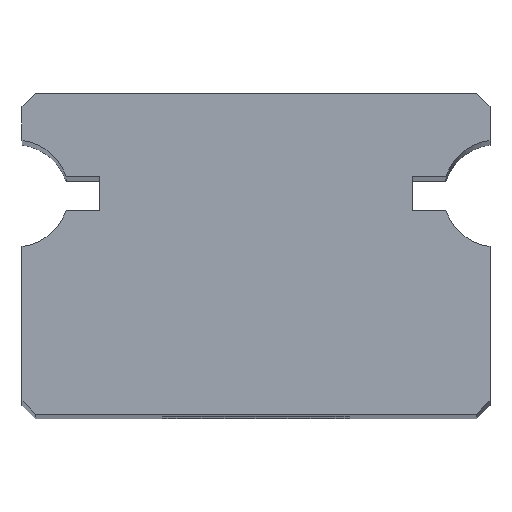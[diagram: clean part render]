
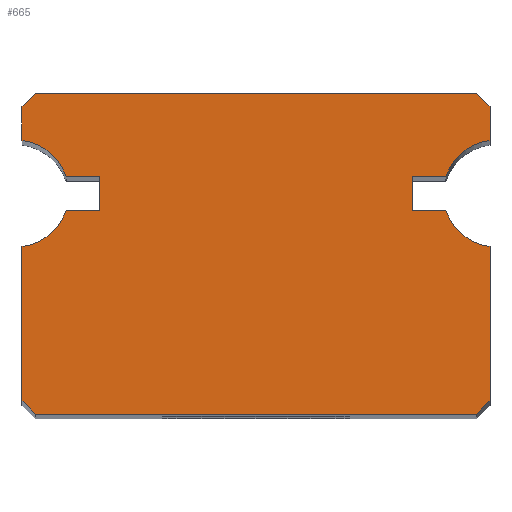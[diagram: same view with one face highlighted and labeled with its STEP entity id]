
A CAD part, top view. The second image highlights one B-rep face of the part: STEP entity #665.
In plain terms, the highlighted planar face has unit normal (0, 0, 1).
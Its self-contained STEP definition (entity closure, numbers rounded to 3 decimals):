
#64=FACE_OUTER_BOUND('',#107,.T.);
#107=EDGE_LOOP('',(#555,#556,#557,#558,#559,#560,#561,#562,#563,#564,#565,
#566,#567,#568,#569,#570,#571,#572,#573,#574));
#140=LINE('',#1008,#204);
#143=LINE('',#1013,#207);
#145=LINE('',#1017,#209);
#148=LINE('',#1025,#212);
#152=LINE('',#1035,#216);
#154=LINE('',#1039,#218);
#156=LINE('',#1049,#220);
#158=LINE('',#1053,#222);
#164=LINE('',#1085,#228);
#166=LINE('',#1089,#230);
#167=LINE('',#1091,#231);
#169=LINE('',#1095,#233);
#171=LINE('',#1099,#235);
#173=LINE('',#1103,#237);
#175=LINE('',#1113,#239);
#177=LINE('',#1117,#241);
#204=VECTOR('',#795,0.5);
#207=VECTOR('',#800,0.5);
#209=VECTOR('',#804,0.5);
#212=VECTOR('',#813,0.506);
#216=VECTOR('',#823,0.283);
#218=VECTOR('',#827,6.6);
#220=VECTOR('',#837,0.283);
#222=VECTOR('',#841,0.506);
#228=VECTOR('',#877,0.5);
#230=VECTOR('',#881,0.5);
#231=VECTOR('',#884,0.5);
#233=VECTOR('',#888,2.306);
#235=VECTOR('',#892,0.283);
#237=VECTOR('',#896,6.6);
#239=VECTOR('',#906,0.283);
#241=VECTOR('',#910,2.306);
#255=CIRCLE('',#707,0.8);
#256=CIRCLE('',#710,0.8);
#269=CIRCLE('',#731,0.8);
#273=CIRCLE('',#744,0.8);
#300=VERTEX_POINT('',#1005);
#301=VERTEX_POINT('',#1007);
#302=VERTEX_POINT('',#1011);
#303=VERTEX_POINT('',#1015);
#304=VERTEX_POINT('',#1019);
#305=VERTEX_POINT('',#1023);
#306=VERTEX_POINT('',#1027);
#307=VERTEX_POINT('',#1029);
#308=VERTEX_POINT('',#1033);
#309=VERTEX_POINT('',#1037);
#313=VERTEX_POINT('',#1047);
#314=VERTEX_POINT('',#1051);
#324=VERTEX_POINT('',#1079);
#325=VERTEX_POINT('',#1083);
#326=VERTEX_POINT('',#1087);
#327=VERTEX_POINT('',#1093);
#328=VERTEX_POINT('',#1097);
#329=VERTEX_POINT('',#1101);
#333=VERTEX_POINT('',#1111);
#334=VERTEX_POINT('',#1115);
#362=EDGE_CURVE('',#301,#300,#140,.T.);
#365=EDGE_CURVE('',#300,#302,#143,.T.);
#367=EDGE_CURVE('',#302,#303,#145,.T.);
#369=EDGE_CURVE('',#303,#304,#255,.T.);
#371=EDGE_CURVE('',#304,#305,#148,.T.);
#373=EDGE_CURVE('',#307,#306,#256,.T.);
#376=EDGE_CURVE('',#305,#308,#152,.T.);
#378=EDGE_CURVE('',#308,#309,#154,.T.);
#383=EDGE_CURVE('',#309,#313,#156,.T.);
#385=EDGE_CURVE('',#313,#314,#158,.T.);
#399=EDGE_CURVE('',#314,#324,#269,.T.);
#401=EDGE_CURVE('',#324,#325,#164,.T.);
#403=EDGE_CURVE('',#325,#326,#166,.T.);
#404=EDGE_CURVE('',#326,#307,#167,.T.);
#406=EDGE_CURVE('',#306,#327,#169,.T.);
#408=EDGE_CURVE('',#327,#328,#171,.T.);
#410=EDGE_CURVE('',#328,#329,#173,.T.);
#415=EDGE_CURVE('',#329,#333,#175,.T.);
#417=EDGE_CURVE('',#333,#334,#177,.T.);
#418=EDGE_CURVE('',#334,#301,#273,.T.);
#555=ORIENTED_EDGE('',*,*,#399,.T.);
#556=ORIENTED_EDGE('',*,*,#401,.T.);
#557=ORIENTED_EDGE('',*,*,#403,.T.);
#558=ORIENTED_EDGE('',*,*,#404,.T.);
#559=ORIENTED_EDGE('',*,*,#373,.T.);
#560=ORIENTED_EDGE('',*,*,#406,.T.);
#561=ORIENTED_EDGE('',*,*,#408,.T.);
#562=ORIENTED_EDGE('',*,*,#410,.T.);
#563=ORIENTED_EDGE('',*,*,#415,.T.);
#564=ORIENTED_EDGE('',*,*,#417,.T.);
#565=ORIENTED_EDGE('',*,*,#418,.T.);
#566=ORIENTED_EDGE('',*,*,#362,.T.);
#567=ORIENTED_EDGE('',*,*,#365,.T.);
#568=ORIENTED_EDGE('',*,*,#367,.T.);
#569=ORIENTED_EDGE('',*,*,#369,.T.);
#570=ORIENTED_EDGE('',*,*,#371,.T.);
#571=ORIENTED_EDGE('',*,*,#376,.T.);
#572=ORIENTED_EDGE('',*,*,#378,.T.);
#573=ORIENTED_EDGE('',*,*,#383,.T.);
#574=ORIENTED_EDGE('',*,*,#385,.T.);
#637=PLANE('',#745);
#665=ADVANCED_FACE('',(#64),#637,.F.);
#707=AXIS2_PLACEMENT_3D('',#1021,#808,#809);
#710=AXIS2_PLACEMENT_3D('',#1030,#817,#818);
#731=AXIS2_PLACEMENT_3D('',#1081,#872,#873);
#744=AXIS2_PLACEMENT_3D('',#1119,#913,#914);
#745=AXIS2_PLACEMENT_3D('',#1120,#915,#916);
#795=DIRECTION('',(-1.,0.,0.));
#800=DIRECTION('',(0.,1.,0.));
#804=DIRECTION('',(1.,0.,0.));
#808=DIRECTION('center_axis',(0.,0.,-1.));
#809=DIRECTION('ref_axis',(1.,0.,0.));
#813=DIRECTION('',(0.,1.,0.));
#817=DIRECTION('center_axis',(0.,0.,-1.));
#818=DIRECTION('ref_axis',(-1.,0.,0.));
#823=DIRECTION('',(-0.707,0.707,0.));
#827=DIRECTION('',(-1.,0.,0.));
#837=DIRECTION('',(-0.707,-0.707,0.));
#841=DIRECTION('',(0.,-1.,0.));
#872=DIRECTION('center_axis',(0.,0.,-1.));
#873=DIRECTION('ref_axis',(-1.,0.,0.));
#877=DIRECTION('',(1.,0.,0.));
#881=DIRECTION('',(0.,-1.,0.));
#884=DIRECTION('',(-1.,0.,0.));
#888=DIRECTION('',(0.,-1.,0.));
#892=DIRECTION('',(0.707,-0.707,0.));
#896=DIRECTION('',(1.,0.,0.));
#906=DIRECTION('',(0.707,0.707,0.));
#910=DIRECTION('',(0.,1.,0.));
#913=DIRECTION('center_axis',(0.,0.,-1.));
#914=DIRECTION('ref_axis',(1.,0.,0.));
#915=DIRECTION('center_axis',(0.,0.,-1.));
#916=DIRECTION('ref_axis',(-1.,0.,0.));
#1005=CARTESIAN_POINT('',(2.34,0.65,250.));
#1007=CARTESIAN_POINT('',(2.84,0.65,250.));
#1008=CARTESIAN_POINT('',(2.84,0.65,250.));
#1011=CARTESIAN_POINT('',(2.34,1.15,250.));
#1013=CARTESIAN_POINT('',(2.34,0.65,250.));
#1015=CARTESIAN_POINT('',(2.84,1.15,250.));
#1017=CARTESIAN_POINT('',(2.34,1.15,250.));
#1019=CARTESIAN_POINT('',(3.5,1.694,250.));
#1021=CARTESIAN_POINT('Origin',(3.6,0.9,250.));
#1023=CARTESIAN_POINT('',(3.5,2.2,250.));
#1025=CARTESIAN_POINT('',(3.5,1.694,250.));
#1027=CARTESIAN_POINT('',(-3.5,0.106,250.));
#1029=CARTESIAN_POINT('',(-2.84,0.65,250.));
#1030=CARTESIAN_POINT('Origin',(-3.6,0.9,250.));
#1033=CARTESIAN_POINT('',(3.3,2.4,250.));
#1035=CARTESIAN_POINT('',(3.5,2.2,250.));
#1037=CARTESIAN_POINT('',(-3.3,2.4,250.));
#1039=CARTESIAN_POINT('',(3.3,2.4,250.));
#1047=CARTESIAN_POINT('',(-3.5,2.2,250.));
#1049=CARTESIAN_POINT('',(-3.3,2.4,250.));
#1051=CARTESIAN_POINT('',(-3.5,1.694,250.));
#1053=CARTESIAN_POINT('',(-3.5,2.2,250.));
#1079=CARTESIAN_POINT('',(-2.84,1.15,250.));
#1081=CARTESIAN_POINT('Origin',(-3.6,0.9,250.));
#1083=CARTESIAN_POINT('',(-2.34,1.15,250.));
#1085=CARTESIAN_POINT('',(-2.84,1.15,250.));
#1087=CARTESIAN_POINT('',(-2.34,0.65,250.));
#1089=CARTESIAN_POINT('',(-2.34,1.15,250.));
#1091=CARTESIAN_POINT('',(-2.34,0.65,250.));
#1093=CARTESIAN_POINT('',(-3.5,-2.2,250.));
#1095=CARTESIAN_POINT('',(-3.5,0.106,250.));
#1097=CARTESIAN_POINT('',(-3.3,-2.4,250.));
#1099=CARTESIAN_POINT('',(-3.5,-2.2,250.));
#1101=CARTESIAN_POINT('',(3.3,-2.4,250.));
#1103=CARTESIAN_POINT('',(-3.3,-2.4,250.));
#1111=CARTESIAN_POINT('',(3.5,-2.2,250.));
#1113=CARTESIAN_POINT('',(3.3,-2.4,250.));
#1115=CARTESIAN_POINT('',(3.5,0.106,250.));
#1117=CARTESIAN_POINT('',(3.5,-2.2,250.));
#1119=CARTESIAN_POINT('Origin',(3.6,0.9,250.));
#1120=CARTESIAN_POINT('Origin',(-3.6,0.9,250.));
